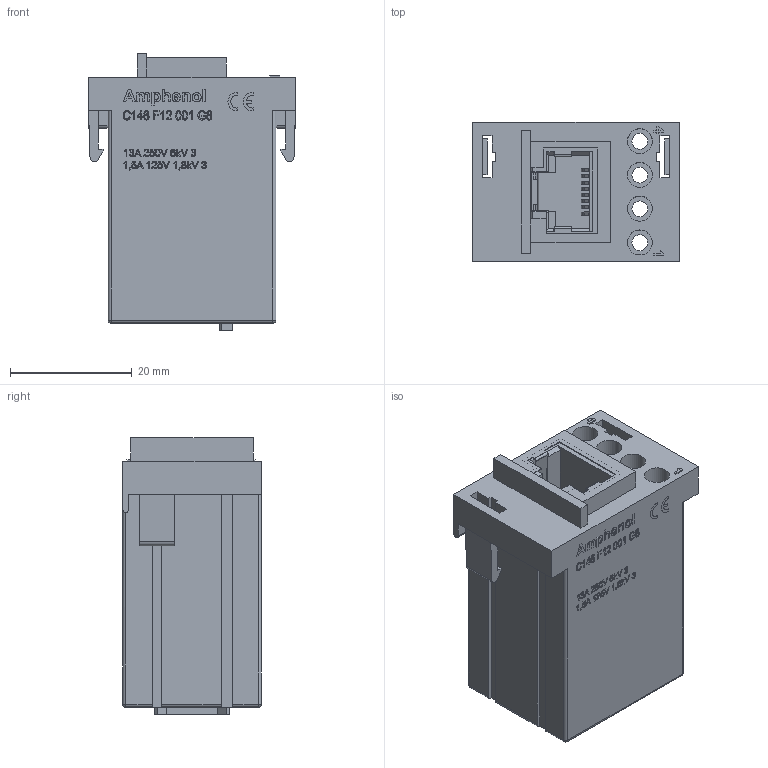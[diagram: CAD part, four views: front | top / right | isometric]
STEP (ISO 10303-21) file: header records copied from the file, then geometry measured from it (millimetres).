
FILE_DESCRIPTION(/* description */ (''),/* implementation_level */ '2;1');
FILE_NAME(/* name */ 'c146 f12 001 g8nxc001-02.stp',/* time_stamp */ '2021-07-13T09:47:37+02:00',/* author */ (''),/* organization */ (''),/* preprocessor_version */ 'ST-DEVELOPER v16.7',/* originating_system */ 'SIEMENS PLM Software NX 12.0',/* authorisation */ '');
FILE_SCHEMA (('AUTOMOTIVE_DESIGN { 1 0 10303 214 3 1 1 1 }'));
Length unit declared in the file: millimetre
Products named in the file (10): c146 b01 002 e8nxm001-03; c146 b01 000 e8nxm001-02; c146 h01 000 e8nxm001-03; CE-ZEICHEN_3-01_52949ID; n 23 007 0002nxm001-01; c146 f12 041 e8nxm001-03_52943ID; c146 h02 000 e8nxm001-02; c146 g01 000 g8nxm001-02; c146 f12 001 g8nxm001-04_SOLID; c146 f12 001 g8nxc001-02
Assembly tree (9 placements, depth 4):
  c146 f12 001 g8nxc001-02
    c146 f12 001 g8nxm001-04_SOLID
      c146 h02 000 e8nxm001-02
      c146 f12 041 e8nxm001-03_52943ID
      n 23 007 0002nxm001-01
      c146 g01 000 g8nxm001-02
        c146 h01 000 e8nxm001-03
        c146 b01 000 e8nxm001-02
        c146 b01 002 e8nxm001-03
      CE-ZEICHEN_3-01_52949ID
Bounding box: 34 x 22.8 x 45.51 mm (x, y, z)
Volume: 21839 mm3; surface area: 10377.6 mm2
Topology: 1 solids, 2 shells, 970 faces, 2629 edges, 1734 vertices
Faces by surface type: plane 720, extrusion 131, cylinder 85, revolution 30, sphere 4
Full cylindrical faces by diameter (mm): 2.6 x4, 3 x2, 3.5 x4, 4.1 x4
Entity records: 35303 total; most frequent: CARTESIAN_POINT 10535, ORIENTED_EDGE 5222, DIRECTION 3923, EDGE_CURVE 2611, VECTOR 1795, VERTEX_POINT 1734, LINE 1664, EDGE_LOOP 1103
